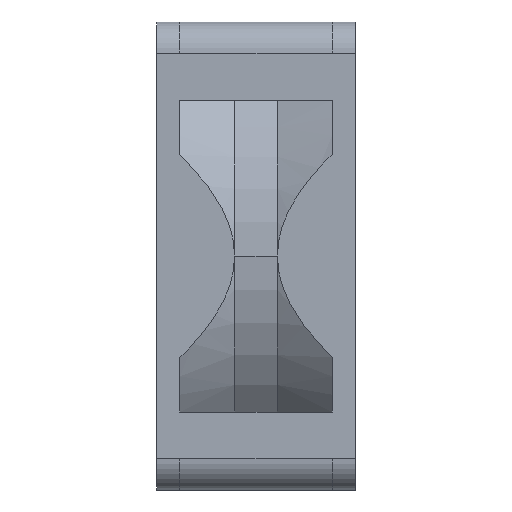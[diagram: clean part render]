
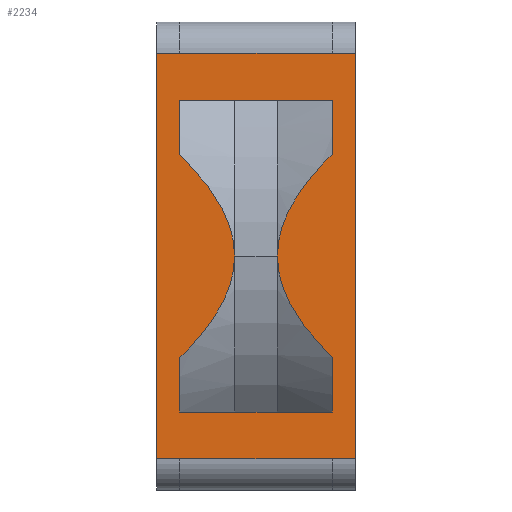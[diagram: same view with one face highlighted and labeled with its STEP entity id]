
A CAD part, left-side view. The second image highlights one B-rep face of the part: STEP entity #2234.
In plain terms, the highlighted planar face has unit normal (-1, 0, 0).
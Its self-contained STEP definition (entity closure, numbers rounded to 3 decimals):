
#96=CARTESIAN_POINT('POINT601',(-30.,15.5,0.));
#97=VERTEX_POINT('VERTEX601',#96);
#98=CARTESIAN_POINT('POINT602',(-30.,10.,0.
   ));
#99=VERTEX_POINT('VERTEX602',#98);
#630=CARTESIAN_POINT('POINT642',(-30.,22.5,20.));
#631=VERTEX_POINT('VERTEX642',#630);
#638=CARTESIAN_POINT('POINT643',(-30.,22.5,13.));
#639=VERTEX_POINT('VERTEX643',#638);
#640=CARTESIAN_POINT('POS666',(-30.,22.5,-26.));
#641=DIRECTION('DIR1086',(0.,0.,1.));
#642=VECTOR('VEC246',#641,1.);
#643=LINE('STRAIGHT246',#640,#642);
#644=EDGE_CURVE('EDGE844',#639,#631,#643,.T.);
#651=(BOUNDED_CURVE() B_SPLINE_CURVE(2,(#652,#653,#654),.UNSPECIFIED.,
   .F.,.F.) B_SPLINE_CURVE_WITH_KNOTS((3,3),(0.,
   15.068),.UNSPECIFIED.) CURVE() 
   GEOMETRIC_REPRESENTATION_ITEM() RATIONAL_B_SPLINE_CURVE((1.,
   1.022,1.)) REPRESENTATION_ITEM('SPLINE_CRV97'))
   ;
#652=CARTESIAN_POINT('',(-30.,22.5,13.));
#653=CARTESIAN_POINT('',(-30.,15.5,6.221));
#654=CARTESIAN_POINT('',(-30.,15.5,0.));
#655=EDGE_CURVE('EDGE846',#639,#97,#651,.T.);
#668=CARTESIAN_POINT('POINT644',(-30.,22.5,-13.));
#669=VERTEX_POINT('VERTEX644',#668);
#670=(BOUNDED_CURVE() B_SPLINE_CURVE(2,(#671,#672,#673),.UNSPECIFIED.,
   .F.,.F.) B_SPLINE_CURVE_WITH_KNOTS((3,3),(15.068,
   30.136),.UNSPECIFIED.) CURVE() 
   GEOMETRIC_REPRESENTATION_ITEM() RATIONAL_B_SPLINE_CURVE((1.,
   1.022,1.)) REPRESENTATION_ITEM('SPLINE_CRV99'))
   ;
#671=CARTESIAN_POINT('',(-30.,15.5,0.));
#672=CARTESIAN_POINT('',(-30.,15.5,-6.221));
#673=CARTESIAN_POINT('',(-30.,22.5,-13.));
#674=EDGE_CURVE('EDGE848',#97,#669,#670,.T.);
#690=CARTESIAN_POINT('POINT646',(-30.,22.5,-20.));
#691=VERTEX_POINT('VERTEX646',#690);
#699=EDGE_CURVE('EDGE852',#691,#669,#643,.T.);
#706=CARTESIAN_POINT('POINT647',(-30.,3.,-20.));
#707=VERTEX_POINT('VERTEX647',#706);
#708=CARTESIAN_POINT('POS668',(-30.,3.,-20.));
#709=DIRECTION('DIR1088',(0.,1.,0.));
#710=VECTOR('VEC248',#709,1.);
#711=LINE('STRAIGHT248',#708,#710);
#712=EDGE_CURVE('EDGE853',#707,#691,#711,.T.);
#738=CARTESIAN_POINT('POINT649',(-30.,3.,
   -13.));
#739=VERTEX_POINT('VERTEX649',#738);
#740=CARTESIAN_POINT('POS671',(-30.,3.,-26.
   ));
#741=DIRECTION('DIR1092',(0.,0.,-1.));
#742=VECTOR('VEC250',#741,1.);
#743=LINE('STRAIGHT250',#740,#742);
#744=EDGE_CURVE('EDGE856',#739,#707,#743,.T.);
#751=(BOUNDED_CURVE() B_SPLINE_CURVE(2,(#752,#753,#754),.UNSPECIFIED.,
   .F.,.F.) B_SPLINE_CURVE_WITH_KNOTS((3,3),(0.,
   15.068),.UNSPECIFIED.) CURVE() 
   GEOMETRIC_REPRESENTATION_ITEM() RATIONAL_B_SPLINE_CURVE((1.,
   1.022,1.)) REPRESENTATION_ITEM('SPLINE_CRV102')
   );
#752=CARTESIAN_POINT('',(-30.,3.,-13.));
#753=CARTESIAN_POINT('',(-30.,10.,
   -6.221));
#754=CARTESIAN_POINT('',(-30.,10.,0.));
#755=EDGE_CURVE('EDGE858',#739,#99,#751,.T.);
#763=CARTESIAN_POINT('POINT650',(-30.,3.,
   13.));
#764=VERTEX_POINT('VERTEX650',#763);
#765=(BOUNDED_CURVE() B_SPLINE_CURVE(2,(#766,#767,#768),.UNSPECIFIED.,
   .F.,.F.) B_SPLINE_CURVE_WITH_KNOTS((3,3),(15.068,
   30.136),.UNSPECIFIED.) CURVE() 
   GEOMETRIC_REPRESENTATION_ITEM() RATIONAL_B_SPLINE_CURVE((1.,
   1.022,1.)) REPRESENTATION_ITEM('SPLINE_CRV103')
   );
#766=CARTESIAN_POINT('',(-30.,10.,0.));
#767=CARTESIAN_POINT('',(-30.,10.,
   6.221));
#768=CARTESIAN_POINT('',(-30.,3.,13.));
#769=EDGE_CURVE('EDGE859',#99,#764,#765,.T.);
#785=CARTESIAN_POINT('POINT652',(-30.,3.,20.));
#786=VERTEX_POINT('VERTEX652',#785);
#794=EDGE_CURVE('EDGE863',#786,#764,#743,.T.);
#803=CARTESIAN_POINT('POS673',(-30.,3.,20.));
#804=DIRECTION('DIR1094',(0.,1.,0.));
#805=VECTOR('VEC252',#804,1.);
#806=LINE('STRAIGHT252',#803,#805);
#807=EDGE_CURVE('EDGE864',#786,#631,#806,.T.);
#820=CARTESIAN_POINT('POINT654',(-30.,22.5,-26.
   ));
#821=VERTEX_POINT('VERTEX654',#820);
#837=CARTESIAN_POINT('POINT656',(-30.,
   3.,-26.));
#838=VERTEX_POINT('VERTEX656',#837);
#846=CARTESIAN_POINT('POS678',(-30.,3.,-26.));
#847=DIRECTION('DIR1102',(0.,1.,0.));
#848=VECTOR('VEC254',#847,1.);
#849=LINE('STRAIGHT254',#846,#848);
#850=EDGE_CURVE('EDGE868',#838,#821,#849,.T.);
#1092=CARTESIAN_POINT('POINT673',(-30.,22.5,26.));
#1093=VERTEX_POINT('VERTEX673',#1092);
#1103=CARTESIAN_POINT('POINT675',(-30.,3.,26.));
#1104=VERTEX_POINT('VERTEX675',#1103);
#1105=CARTESIAN_POINT('POS696',(-30.,3.,26.));
#1106=DIRECTION('DIR1127',(0.,1.,0.));
#1107=VECTOR('VEC265',#1106,1.);
#1108=LINE('STRAIGHT265',#1105,#1107);
#1109=EDGE_CURVE('EDGE896',#1104,#1093,#1108,.T.);
#1460=CARTESIAN_POINT('POINT702',(-30.,25.5,26.));
#1461=VERTEX_POINT('VERTEX702',#1460);
#1469=CARTESIAN_POINT('POS740',(-30.,22.5,26.));
#1470=DIRECTION('DIR1201',(0.,1.,0.));
#1471=VECTOR('VEC279',#1470,1.);
#1472=LINE('STRAIGHT279',#1469,#1471);
#1473=EDGE_CURVE('EDGE930',#1093,#1461,#1472,.T.);
#1490=CARTESIAN_POINT('POINT703',(-30.,25.5,
   -26.));
#1491=VERTEX_POINT('VERTEX703',#1490);
#1508=CARTESIAN_POINT('POS745',(-30.,22.5,-26.)
   );
#1509=DIRECTION('DIR1208',(0.,1.,0.));
#1510=VECTOR('VEC282',#1509,1.);
#1511=LINE('STRAIGHT282',#1508,#1510);
#1512=EDGE_CURVE('EDGE934',#821,#1491,#1511,.T.);
#2167=CARTESIAN_POINT('POINT746',(-30.,
   0.,-26.));
#2168=VERTEX_POINT('VERTEX746',#2167);
#2176=CARTESIAN_POINT('POS823',(-30.,
   0.,-26.));
#2177=DIRECTION('DIR1334',(0.,1.,0.));
#2178=VECTOR('VEC312',#2177,1.);
#2179=LINE('STRAIGHT312',#2176,#2178);
#2180=EDGE_CURVE('EDGE993',#2168,#838,#2179,.T.);
#2190=ORIENTED_EDGE('COEDGE1889',*,*,#1473,.T.);
#2191=CARTESIAN_POINT('POS825',(-30.,25.5,-26.));
#2192=DIRECTION('DIR1337',(0.,0.,-1.));
#2193=VECTOR('VEC313',#2192,1.);
#2194=LINE('STRAIGHT313',#2191,#2193);
#2195=EDGE_CURVE('EDGE994',#1461,#1491,#2194,.T.);
#2196=ORIENTED_EDGE('COEDGE1890',*,*,#2195,.T.);
#2197=ORIENTED_EDGE('COEDGE1891',*,*,#1512,.F.);
#2198=ORIENTED_EDGE('COEDGE1892',*,*,#850,.F.);
#2199=ORIENTED_EDGE('COEDGE1893',*,*,#2180,.F.);
#2200=CARTESIAN_POINT('POINT747',(-30.,0.,
   26.));
#2201=VERTEX_POINT('VERTEX747',#2200);
#2202=CARTESIAN_POINT('POS826',(-30.,0.,
   -26.));
#2203=DIRECTION('DIR1338',(0.,0.,1.));
#2204=VECTOR('VEC314',#2203,1.);
#2205=LINE('STRAIGHT314',#2202,#2204);
#2206=EDGE_CURVE('EDGE995',#2168,#2201,#2205,.T.);
#2207=ORIENTED_EDGE('COEDGE1894',*,*,#2206,.T.);
#2208=CARTESIAN_POINT('POS827',(-30.,0.,
   26.));
#2209=DIRECTION('DIR1339',(0.,1.,0.));
#2210=VECTOR('VEC315',#2209,1.);
#2211=LINE('STRAIGHT315',#2208,#2210);
#2212=EDGE_CURVE('EDGE996',#2201,#1104,#2211,.T.);
#2213=ORIENTED_EDGE('COEDGE1895',*,*,#2212,.T.);
#2214=ORIENTED_EDGE('COEDGE1896',*,*,#1109,.T.);
#2215=EDGE_LOOP('NONE',(#2190,#2196,#2197,#2198,#2199,#2207,#2213,#2214)
   );
#2216=FACE_BOUND('LOOP1',#2215,.T.);
#2217=ORIENTED_EDGE('COEDGE1897',*,*,#807,.F.);
#2218=ORIENTED_EDGE('COEDGE1898',*,*,#794,.T.);
#2219=ORIENTED_EDGE('COEDGE1899',*,*,#769,.F.);
#2220=ORIENTED_EDGE('COEDGE1900',*,*,#755,.F.);
#2221=ORIENTED_EDGE('COEDGE1901',*,*,#744,.T.);
#2222=ORIENTED_EDGE('COEDGE1902',*,*,#712,.T.);
#2223=ORIENTED_EDGE('COEDGE1903',*,*,#699,.T.);
#2224=ORIENTED_EDGE('COEDGE1904',*,*,#674,.F.);
#2225=ORIENTED_EDGE('COEDGE1905',*,*,#655,.F.);
#2226=ORIENTED_EDGE('COEDGE1906',*,*,#644,.T.);
#2227=EDGE_LOOP('NONE',(#2217,#2218,#2219,#2220,#2221,#2222,#2223,#2224,
   #2225,#2226));
#2228=FACE_BOUND('LOOP1',#2227,.T.);
#2229=CARTESIAN_POINT('POS828',(-30.,22.5,26.));
#2230=DIRECTION('DIR1340',(-1.,0.,0.));
#2231=DIRECTION('DIR1341',(0.,1.,0.));
#2232=AXIS2_PLACEMENT_3D('AXIS513',#2229,#2230,#2231);
#2233=PLANE('PLANE81',#2232);
#2234=ADVANCED_FACE('FACE349',(#2216,#2228),#2233,.T.);
